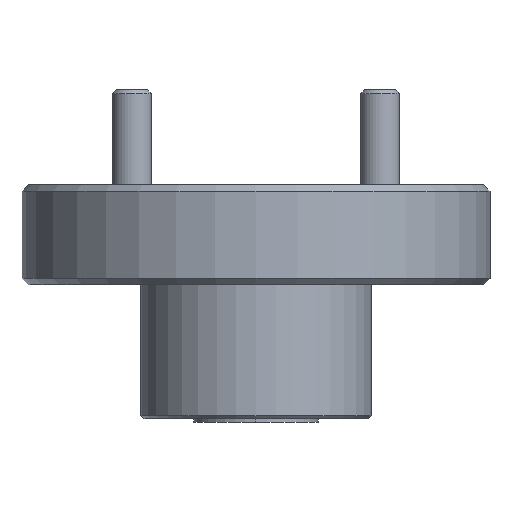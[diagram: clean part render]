
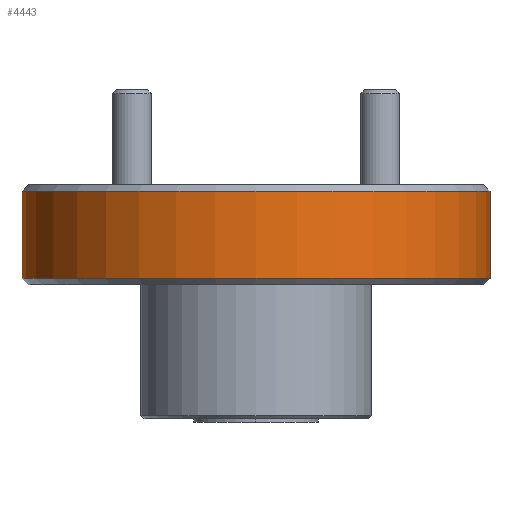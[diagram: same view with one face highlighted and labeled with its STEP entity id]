
A CAD part, front view. The second image highlights one B-rep face of the part: STEP entity #4443.
In plain terms, the highlighted cylindrical face has radius 9.525 mm (diameter 19.05 mm), a partial arc.
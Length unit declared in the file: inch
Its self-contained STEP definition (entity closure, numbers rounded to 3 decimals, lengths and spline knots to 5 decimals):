
#336 = ORIENTED_EDGE ( 'NONE', *, *, #2848, .T. ) ;
#413 = ORIENTED_EDGE ( 'NONE', *, *, #2887, .T. ) ;
#415 = LINE ( 'NONE', #3486, #504 ) ;
#504 = VECTOR ( 'NONE', #3820, 39.37008 ) ;
#569 = VERTEX_POINT ( 'NONE', #2656 ) ;
#646 = FACE_OUTER_BOUND ( 'NONE', #3075, .T. ) ;
#689 = DIRECTION ( 'NONE',  ( 0., 0., 1. ) ) ;
#840 = EDGE_CURVE ( 'NONE', #4878, #1241, #415, .T. ) ;
#1241 = VERTEX_POINT ( 'NONE', #3813 ) ;
#1245 = DIRECTION ( 'NONE',  ( 0., 0., 1. ) ) ;
#1428 = DIRECTION ( 'NONE',  ( 1., 0., 0. ) ) ;
#1904 = DIRECTION ( 'NONE',  ( 1., 0., 0. ) ) ;
#2198 = CYLINDRICAL_SURFACE ( 'NONE', #4169, 0.375 ) ;
#2575 = AXIS2_PLACEMENT_3D ( 'NONE', #4544, #4891, #4941 ) ;
#2656 = CARTESIAN_POINT ( 'NONE',  ( -0.375, 0., -0.15 ) ) ;
#2718 = VERTEX_POINT ( 'NONE', #4101 ) ;
#2848 = EDGE_CURVE ( 'NONE', #1241, #2718, #2907, .T. ) ;
#2887 = EDGE_CURVE ( 'NONE', #569, #4878, #2971, .T. ) ;
#2907 = CIRCLE ( 'NONE', #2575, 0.375 ) ;
#2971 = CIRCLE ( 'NONE', #4973, 0.375 ) ;
#3075 = EDGE_LOOP ( 'NONE', ( #4453, #413, #4286, #336 ) ) ;
#3136 = VECTOR ( 'NONE', #1245, 39.37008 ) ;
#3192 = LINE ( 'NONE', #4804, #3136 ) ;
#3255 = EDGE_CURVE ( 'NONE', #569, #2718, #3192, .T. ) ;
#3350 = CARTESIAN_POINT ( 'NONE',  ( 0., 0., -0.16 ) ) ;
#3381 = CARTESIAN_POINT ( 'NONE',  ( 0., 0., -0.15 ) ) ;
#3486 = CARTESIAN_POINT ( 'NONE',  ( 0.375, 0., -0.16 ) ) ;
#3813 = CARTESIAN_POINT ( 'NONE',  ( 0.375, 0., -0.01 ) ) ;
#3820 = DIRECTION ( 'NONE',  ( 0., 0., 1. ) ) ;
#4101 = CARTESIAN_POINT ( 'NONE',  ( -0.375, 0., -0.01 ) ) ;
#4169 = AXIS2_PLACEMENT_3D ( 'NONE', #3350, #4880, #1428 ) ;
#4286 = ORIENTED_EDGE ( 'NONE', *, *, #840, .T. ) ;
#4443 = ADVANCED_FACE ( 'NONE', ( #646 ), #2198, .T. ) ;
#4453 = ORIENTED_EDGE ( 'NONE', *, *, #3255, .F. ) ;
#4544 = CARTESIAN_POINT ( 'NONE',  ( 0., 0., -0.01 ) ) ;
#4590 = CARTESIAN_POINT ( 'NONE',  ( 0.375, 0., -0.15 ) ) ;
#4804 = CARTESIAN_POINT ( 'NONE',  ( -0.375, 0., -0.16 ) ) ;
#4878 = VERTEX_POINT ( 'NONE', #4590 ) ;
#4880 = DIRECTION ( 'NONE',  ( 0., 0., 1. ) ) ;
#4891 = DIRECTION ( 'NONE',  ( 0., 0., -1. ) ) ;
#4941 = DIRECTION ( 'NONE',  ( 1., 0., 0. ) ) ;
#4973 = AXIS2_PLACEMENT_3D ( 'NONE', #3381, #689, #1904 ) ;
